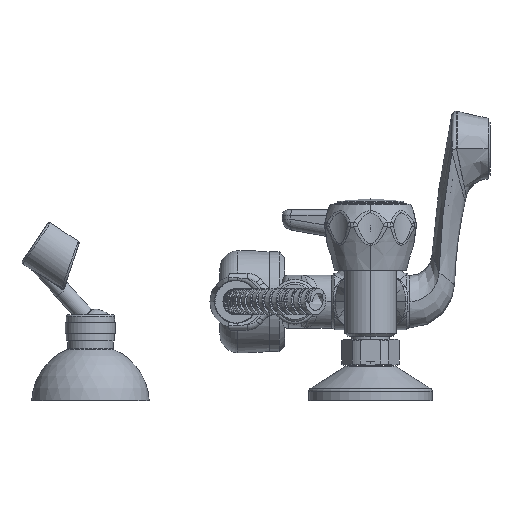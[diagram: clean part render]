
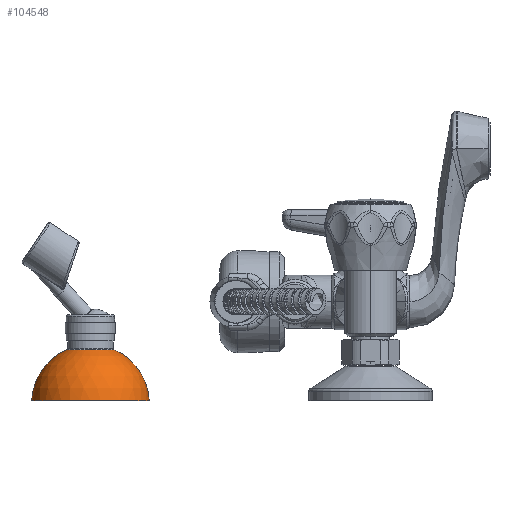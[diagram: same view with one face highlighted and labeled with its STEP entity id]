
A CAD part, left-side view. The second image highlights one B-rep face of the part: STEP entity #104548.
In plain terms, the highlighted spherical face has radius 31.539 mm.
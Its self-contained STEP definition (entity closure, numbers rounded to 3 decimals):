
#99269=CARTESIAN_POINT('',(-200.,150.,-25.629));
#99270=DIRECTION('',(0.,0.,-1.));
#99271=DIRECTION('',(0.,-1.,0.));
#99272=AXIS2_PLACEMENT_3D('',#99269,#99270,#99271);
#99274=CARTESIAN_POINT('',(-200.,150.,-53.));
#99275=DIRECTION('',(0.,0.,-1.));
#99276=DIRECTION('',(0.,-1.,0.));
#99277=AXIS2_PLACEMENT_3D('',#99274,#99275,#99276);
#99284=CARTESIAN_POINT('',(-200.,150.,-54.563));
#99285=DIRECTION('',(1.,0.,0.));
#99286=DIRECTION('',(0.,0.999,0.05));
#99287=AXIS2_PLACEMENT_3D('',#99284,#99285,#99286);
#99294=CARTESIAN_POINT('',(-200.,150.,-54.563));
#99295=DIRECTION('',(-1.,0.,0.));
#99296=DIRECTION('',(0.,-0.999,0.05));
#99297=AXIS2_PLACEMENT_3D('',#99294,#99295,#99296);
#103203=CARTESIAN_POINT('',(-200.,118.5,-53.));
#103204=CARTESIAN_POINT('',(-200.,181.5,-53.));
#103205=VERTEX_POINT('',#103203);
#103206=VERTEX_POINT('',#103204);
#103243=CARTESIAN_POINT('',(-200.,137.449,-25.629));
#103244=CARTESIAN_POINT('',(-200.,162.551,-25.629));
#103245=VERTEX_POINT('',#103243);
#103246=VERTEX_POINT('',#103244);
#104534=CARTESIAN_POINT('',(-200.,150.,-54.563));
#104535=DIRECTION('',(0.,0.,-1.));
#104536=DIRECTION('',(0.,1.,0.));
#104537=AXIS2_PLACEMENT_3D('',#104534,#104535,#104536);
#104538=SPHERICAL_SURFACE('',#104537,31.539);
#104539=ORIENTED_EDGE('',*,*,#104516,.F.);
#104541=ORIENTED_EDGE('',*,*,#104540,.F.);
#104543=ORIENTED_EDGE('',*,*,#104542,.T.);
#104545=ORIENTED_EDGE('',*,*,#104544,.T.);
#104546=EDGE_LOOP('',(#104539,#104541,#104543,#104545));
#104547=FACE_OUTER_BOUND('',#104546,.F.);
#104548=ADVANCED_FACE('',(#104547),#104538,.T.);
#99273=CIRCLE('',#99272,12.551);
#99278=CIRCLE('',#99277,31.5);
#99288=CIRCLE('',#99287,31.539);
#99298=CIRCLE('',#99297,31.539);
#104516=EDGE_CURVE('',#103245,#103246,#99273,.T.);
#104540=EDGE_CURVE('',#103205,#103245,#99298,.T.);
#104542=EDGE_CURVE('',#103205,#103206,#99278,.T.);
#104544=EDGE_CURVE('',#103206,#103246,#99288,.T.);
